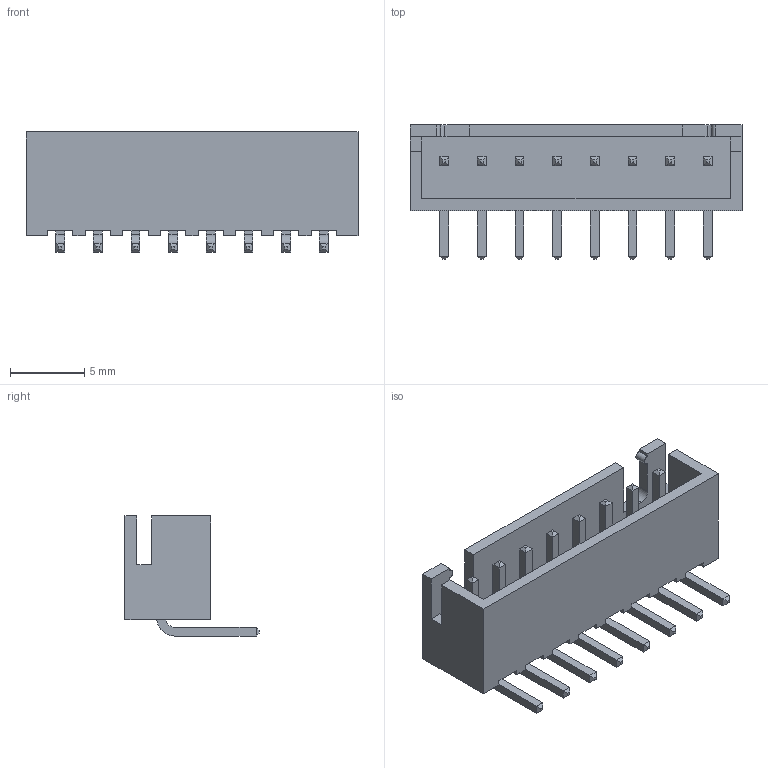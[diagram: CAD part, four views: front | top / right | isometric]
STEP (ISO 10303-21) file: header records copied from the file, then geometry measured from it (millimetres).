
FILE_DESCRIPTION (( 'STEP AP214' ), '1' );
FILE_NAME ('XH2.54-8-H.STEP', '2013-11-16T05:34:29', ( '' ), ( '' ), 'SwSTEP 2.0', 'SolidWorks 2012', '' );
FILE_SCHEMA (( 'AUTOMOTIVE_DESIGN' ));
Length unit declared in the file: millimetre
Products named in the file (1): XH2.54-8-H
Bounding box: 22.4 x 9.05 x 8.1 mm (x, y, z)
Volume: 435.9 mm3; surface area: 1153.3 mm2
Topology: 1 solids, 1 shells, 238 faces, 596 edges, 376 vertices
Faces by surface type: plane 218, cylinder 20
Entity records: 6942 total; most frequent: CARTESIAN_POINT 1211, ORIENTED_EDGE 1192, DIRECTION 1114, EDGE_CURVE 596, VECTOR 556, LINE 556, VERTEX_POINT 376, AXIS2_PLACEMENT_3D 279
